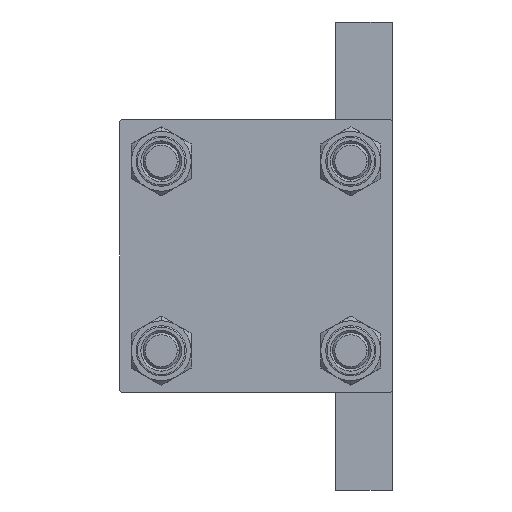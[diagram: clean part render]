
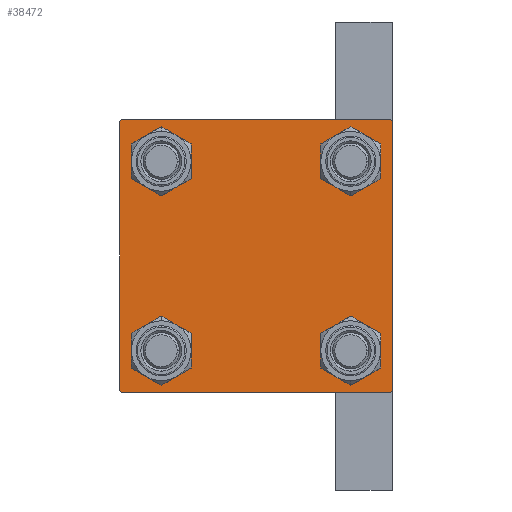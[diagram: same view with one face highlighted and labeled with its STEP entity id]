
A CAD part, left-side view. The second image highlights one B-rep face of the part: STEP entity #38472.
In plain terms, the highlighted planar face has unit normal (-1, 0, 0).
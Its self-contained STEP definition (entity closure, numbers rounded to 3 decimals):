
#489 = EDGE_CURVE ( 'NONE', #542, #3929, #47817, .T. ) ;
#542 = VERTEX_POINT ( 'NONE', #6384 ) ;
#778 = AXIS2_PLACEMENT_3D ( 'NONE', #30039, #23280, #8352 ) ;
#1048 = CIRCLE ( 'NONE', #8258, 4.5 ) ;
#1350 = LINE ( 'NONE', #46525, #32332 ) ;
#1378 = AXIS2_PLACEMENT_3D ( 'NONE', #35796, #12866, #24802 ) ;
#1713 = EDGE_CURVE ( 'NONE', #22303, #43083, #35398, .T. ) ;
#2107 = FACE_OUTER_BOUND ( 'NONE', #14987, .T. ) ;
#2191 = EDGE_CURVE ( 'NONE', #46852, #30223, #10762, .T. ) ;
#3929 = VERTEX_POINT ( 'NONE', #5050 ) ;
#5050 = CARTESIAN_POINT ( 'NONE',  ( 0., -30., -29.5 ) ) ;
#5968 = AXIS2_PLACEMENT_3D ( 'NONE', #42669, #9262, #16234 ) ;
#6118 = PLANE ( 'NONE',  #1378 ) ;
#6136 = CARTESIAN_POINT ( 'NONE',  ( 0., -29.75, -29.75 ) ) ;
#6384 = CARTESIAN_POINT ( 'NONE',  ( 0., -29.5, -30. ) ) ;
#6802 = ORIENTED_EDGE ( 'NONE', *, *, #16944, .T. ) ;
#7543 = VERTEX_POINT ( 'NONE', #33903 ) ;
#7570 = CIRCLE ( 'NONE', #5968, 4.5 ) ;
#8258 = AXIS2_PLACEMENT_3D ( 'NONE', #22621, #41844, #14663 ) ;
#8352 = DIRECTION ( 'NONE',  ( 0., 0., 1. ) ) ;
#8419 = AXIS2_PLACEMENT_3D ( 'NONE', #42746, #20274, #20034 ) ;
#8630 = LINE ( 'NONE', #24296, #38995 ) ;
#8819 = ORIENTED_EDGE ( 'NONE', *, *, #48174, .T. ) ;
#9262 = DIRECTION ( 'NONE',  ( 1., 0., 0. ) ) ;
#10224 = LINE ( 'NONE', #13950, #30018 ) ;
#10734 = VERTEX_POINT ( 'NONE', #45377 ) ;
#10762 = CIRCLE ( 'NONE', #38629, 4.5 ) ;
#10806 = CIRCLE ( 'NONE', #17178, 4.5 ) ;
#11122 = ORIENTED_EDGE ( 'NONE', *, *, #1713, .T. ) ;
#11489 = CARTESIAN_POINT ( 'NONE',  ( 0., -29.75, 29.75 ) ) ;
#11678 = VERTEX_POINT ( 'NONE', #43347 ) ;
#12332 = CARTESIAN_POINT ( 'NONE',  ( 0., -20.85, -25.35 ) ) ;
#12593 = DIRECTION ( 'NONE',  ( 0., 0.707, -0.707 ) ) ;
#12866 = DIRECTION ( 'NONE',  ( -1., 0., 0. ) ) ;
#13051 = CARTESIAN_POINT ( 'NONE',  ( 0., -30., 30. ) ) ;
#13345 = FACE_BOUND ( 'NONE', #21156, .T. ) ;
#13950 = CARTESIAN_POINT ( 'NONE',  ( 0., 30., 30. ) ) ;
#14030 = ORIENTED_EDGE ( 'NONE', *, *, #2191, .T. ) ;
#14663 = DIRECTION ( 'NONE',  ( 0., 0., 1. ) ) ;
#14677 = VECTOR ( 'NONE', #21000, 1000. ) ;
#14987 = EDGE_LOOP ( 'NONE', ( #36503, #46072, #8819, #18817, #47249, #36261, #20210, #41973 ) ) ;
#15141 = CIRCLE ( 'NONE', #778, 4.5 ) ;
#15246 = DIRECTION ( 'NONE',  ( 0., 0.707, 0.707 ) ) ;
#16234 = DIRECTION ( 'NONE',  ( 0., 0., 1. ) ) ;
#16595 = DIRECTION ( 'NONE',  ( 0., -1., 0. ) ) ;
#16944 = EDGE_CURVE ( 'NONE', #30223, #46852, #15141, .T. ) ;
#17101 = CIRCLE ( 'NONE', #43390, 4.5 ) ;
#17178 = AXIS2_PLACEMENT_3D ( 'NONE', #20981, #36707, #17743 ) ;
#17607 = CARTESIAN_POINT ( 'NONE',  ( 0., -20.85, 16.35 ) ) ;
#17743 = DIRECTION ( 'NONE',  ( 0., 0., 1. ) ) ;
#18817 = ORIENTED_EDGE ( 'NONE', *, *, #489, .T. ) ;
#18909 = CARTESIAN_POINT ( 'NONE',  ( 0., 29.75, -29.75 ) ) ;
#19296 = EDGE_CURVE ( 'NONE', #43083, #22303, #1048, .T. ) ;
#20034 = DIRECTION ( 'NONE',  ( 0., 0., 1. ) ) ;
#20210 = ORIENTED_EDGE ( 'NONE', *, *, #38232, .F. ) ;
#20271 = VERTEX_POINT ( 'NONE', #26623 ) ;
#20274 = DIRECTION ( 'NONE',  ( 1., 0., 0. ) ) ;
#20657 = CARTESIAN_POINT ( 'NONE',  ( 0., -20.85, -20.85 ) ) ;
#20959 = VERTEX_POINT ( 'NONE', #45760 ) ;
#20981 = CARTESIAN_POINT ( 'NONE',  ( 0., 20.85, -20.85 ) ) ;
#21000 = DIRECTION ( 'NONE',  ( 0., 0., -1. ) ) ;
#21069 = EDGE_CURVE ( 'NONE', #10734, #3929, #28502, .T. ) ;
#21156 = EDGE_LOOP ( 'NONE', ( #40115, #28821 ) ) ;
#21297 = CARTESIAN_POINT ( 'NONE',  ( 0., 20.85, 20.85 ) ) ;
#21319 = DIRECTION ( 'NONE',  ( 0., -0.707, 0.707 ) ) ;
#21397 = ORIENTED_EDGE ( 'NONE', *, *, #28643, .T. ) ;
#22019 = DIRECTION ( 'NONE',  ( 1., 0., 0. ) ) ;
#22303 = VERTEX_POINT ( 'NONE', #43538 ) ;
#22416 = EDGE_CURVE ( 'NONE', #41851, #24779, #17101, .T. ) ;
#22621 = CARTESIAN_POINT ( 'NONE',  ( 0., -20.85, 20.85 ) ) ;
#22897 = DIRECTION ( 'NONE',  ( 0., -0.707, -0.707 ) ) ;
#22954 = CARTESIAN_POINT ( 'NONE',  ( 0., 30., 29.5 ) ) ;
#23280 = DIRECTION ( 'NONE',  ( 1., 0., 0. ) ) ;
#23517 = CIRCLE ( 'NONE', #8419, 4.5 ) ;
#23672 = EDGE_CURVE ( 'NONE', #24779, #41851, #7570, .T. ) ;
#23952 = EDGE_CURVE ( 'NONE', #7543, #20271, #26142, .T. ) ;
#24296 = CARTESIAN_POINT ( 'NONE',  ( 0., 30., -30. ) ) ;
#24667 = CARTESIAN_POINT ( 'NONE',  ( 0., -29.5, 30. ) ) ;
#24779 = VERTEX_POINT ( 'NONE', #37671 ) ;
#24802 = DIRECTION ( 'NONE',  ( 0., 0., 1. ) ) ;
#25036 = FACE_BOUND ( 'NONE', #37638, .T. ) ;
#25284 = DIRECTION ( 'NONE',  ( 0., 0., 1. ) ) ;
#25477 = ORIENTED_EDGE ( 'NONE', *, *, #19296, .T. ) ;
#25498 = DIRECTION ( 'NONE',  ( 1., 0., 0. ) ) ;
#26142 = LINE ( 'NONE', #18909, #46618 ) ;
#26623 = CARTESIAN_POINT ( 'NONE',  ( 0., 29.5, -30. ) ) ;
#28502 = LINE ( 'NONE', #13051, #14677 ) ;
#28643 = EDGE_CURVE ( 'NONE', #20959, #46307, #23517, .T. ) ;
#28821 = ORIENTED_EDGE ( 'NONE', *, *, #23672, .T. ) ;
#29497 = EDGE_CURVE ( 'NONE', #34936, #7543, #1350, .T. ) ;
#30018 = VECTOR ( 'NONE', #33808, 1000. ) ;
#30039 = CARTESIAN_POINT ( 'NONE',  ( 0., -20.85, -20.85 ) ) ;
#30223 = VERTEX_POINT ( 'NONE', #12332 ) ;
#30232 = CARTESIAN_POINT ( 'NONE',  ( 0., -20.85, 20.85 ) ) ;
#30930 = LINE ( 'NONE', #11489, #45905 ) ;
#31405 = AXIS2_PLACEMENT_3D ( 'NONE', #30232, #25498, #40729 ) ;
#31409 = EDGE_CURVE ( 'NONE', #46307, #20959, #10806, .T. ) ;
#31535 = LINE ( 'NONE', #46800, #47067 ) ;
#32056 = FACE_BOUND ( 'NONE', #37013, .T. ) ;
#32332 = VECTOR ( 'NONE', #39754, 1000. ) ;
#32365 = EDGE_CURVE ( 'NONE', #10734, #33140, #30930, .T. ) ;
#33140 = VERTEX_POINT ( 'NONE', #24667 ) ;
#33808 = DIRECTION ( 'NONE',  ( 0., -1., 0. ) ) ;
#33903 = CARTESIAN_POINT ( 'NONE',  ( 0., 30., -29.5 ) ) ;
#34936 = VERTEX_POINT ( 'NONE', #22954 ) ;
#35398 = CIRCLE ( 'NONE', #31405, 4.5 ) ;
#35796 = CARTESIAN_POINT ( 'NONE',  ( 0., 0., 0. ) ) ;
#36261 = ORIENTED_EDGE ( 'NONE', *, *, #32365, .T. ) ;
#36275 = FACE_BOUND ( 'NONE', #45870, .T. ) ;
#36376 = DIRECTION ( 'NONE',  ( 1., 0., 0. ) ) ;
#36503 = ORIENTED_EDGE ( 'NONE', *, *, #29497, .T. ) ;
#36707 = DIRECTION ( 'NONE',  ( 1., 0., 0. ) ) ;
#37013 = EDGE_LOOP ( 'NONE', ( #11122, #25477 ) ) ;
#37117 = CARTESIAN_POINT ( 'NONE',  ( 0., -20.85, -16.35 ) ) ;
#37638 = EDGE_LOOP ( 'NONE', ( #14030, #6802 ) ) ;
#37671 = CARTESIAN_POINT ( 'NONE',  ( 0., 20.85, 16.35 ) ) ;
#37938 = ORIENTED_EDGE ( 'NONE', *, *, #31409, .T. ) ;
#38232 = EDGE_CURVE ( 'NONE', #11678, #33140, #10224, .T. ) ;
#38472 = ADVANCED_FACE ( 'NONE', ( #32056, #25036, #36275, #13345, #2107 ), #6118, .T. ) ;
#38629 = AXIS2_PLACEMENT_3D ( 'NONE', #20657, #36376, #43138 ) ;
#38995 = VECTOR ( 'NONE', #16595, 1000. ) ;
#39754 = DIRECTION ( 'NONE',  ( 0., 0., -1. ) ) ;
#40115 = ORIENTED_EDGE ( 'NONE', *, *, #22416, .T. ) ;
#40729 = DIRECTION ( 'NONE',  ( 0., 0., 1. ) ) ;
#41844 = DIRECTION ( 'NONE',  ( 1., 0., 0. ) ) ;
#41851 = VERTEX_POINT ( 'NONE', #42871 ) ;
#41973 = ORIENTED_EDGE ( 'NONE', *, *, #45957, .T. ) ;
#42558 = VECTOR ( 'NONE', #21319, 1000. ) ;
#42669 = CARTESIAN_POINT ( 'NONE',  ( 0., 20.85, 20.85 ) ) ;
#42746 = CARTESIAN_POINT ( 'NONE',  ( 0., 20.85, -20.85 ) ) ;
#42871 = CARTESIAN_POINT ( 'NONE',  ( 0., 20.85, 25.35 ) ) ;
#43083 = VERTEX_POINT ( 'NONE', #17607 ) ;
#43138 = DIRECTION ( 'NONE',  ( 0., 0., 1. ) ) ;
#43347 = CARTESIAN_POINT ( 'NONE',  ( 0., 29.5, 30. ) ) ;
#43390 = AXIS2_PLACEMENT_3D ( 'NONE', #21297, #22019, #25284 ) ;
#43538 = CARTESIAN_POINT ( 'NONE',  ( 0., -20.85, 25.35 ) ) ;
#45377 = CARTESIAN_POINT ( 'NONE',  ( 0., -30., 29.5 ) ) ;
#45760 = CARTESIAN_POINT ( 'NONE',  ( 0., 20.85, -16.35 ) ) ;
#45870 = EDGE_LOOP ( 'NONE', ( #21397, #37938 ) ) ;
#45905 = VECTOR ( 'NONE', #15246, 1000. ) ;
#45957 = EDGE_CURVE ( 'NONE', #11678, #34936, #31535, .T. ) ;
#46072 = ORIENTED_EDGE ( 'NONE', *, *, #23952, .T. ) ;
#46307 = VERTEX_POINT ( 'NONE', #46986 ) ;
#46525 = CARTESIAN_POINT ( 'NONE',  ( 0., 30., 30. ) ) ;
#46618 = VECTOR ( 'NONE', #22897, 1000. ) ;
#46800 = CARTESIAN_POINT ( 'NONE',  ( 0., 29.75, 29.75 ) ) ;
#46852 = VERTEX_POINT ( 'NONE', #37117 ) ;
#46986 = CARTESIAN_POINT ( 'NONE',  ( 0., 20.85, -25.35 ) ) ;
#47067 = VECTOR ( 'NONE', #12593, 1000. ) ;
#47249 = ORIENTED_EDGE ( 'NONE', *, *, #21069, .F. ) ;
#47817 = LINE ( 'NONE', #6136, #42558 ) ;
#48174 = EDGE_CURVE ( 'NONE', #20271, #542, #8630, .T. ) ;
